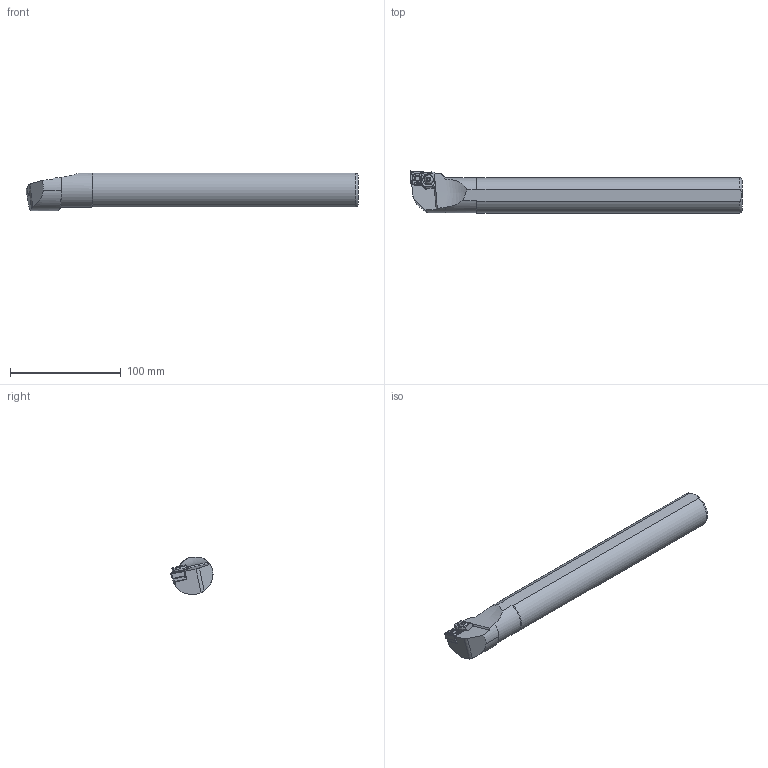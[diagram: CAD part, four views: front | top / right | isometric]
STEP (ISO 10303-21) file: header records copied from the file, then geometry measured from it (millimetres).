
FILE_DESCRIPTION (( 'STEP AP214' ), '1' );
FILE_NAME ('S32T-MCLNL-12-LIGHT.STP', '2023-10-20T12:57:05', ( '' ), ( '' ), 'SwSTEP 2.0', 'SolidWorks 2018', '' );
FILE_SCHEMA (( 'AUTOMOTIVE_DESIGN' ));
Length unit declared in the file: millimetre
Products named in the file (1): S32T-MCLNL-12-LIGHT
Bounding box: 300 x 38 x 33.58 mm (x, y, z)
Volume: 229702.1 mm3; surface area: 32717.8 mm2
Topology: 2 solids, 2 shells, 282 faces, 716 edges, 450 vertices
Faces by surface type: plane 140, cone 66, cylinder 55, torus 19, bspline 2
Entity records: 10906 total; most frequent: CARTESIAN_POINT 2947, ORIENTED_EDGE 1428, DIRECTION 1403, EDGE_CURVE 714, AXIS2_PLACEMENT_3D 501, VERTEX_POINT 450, VECTOR 401, LINE 401
